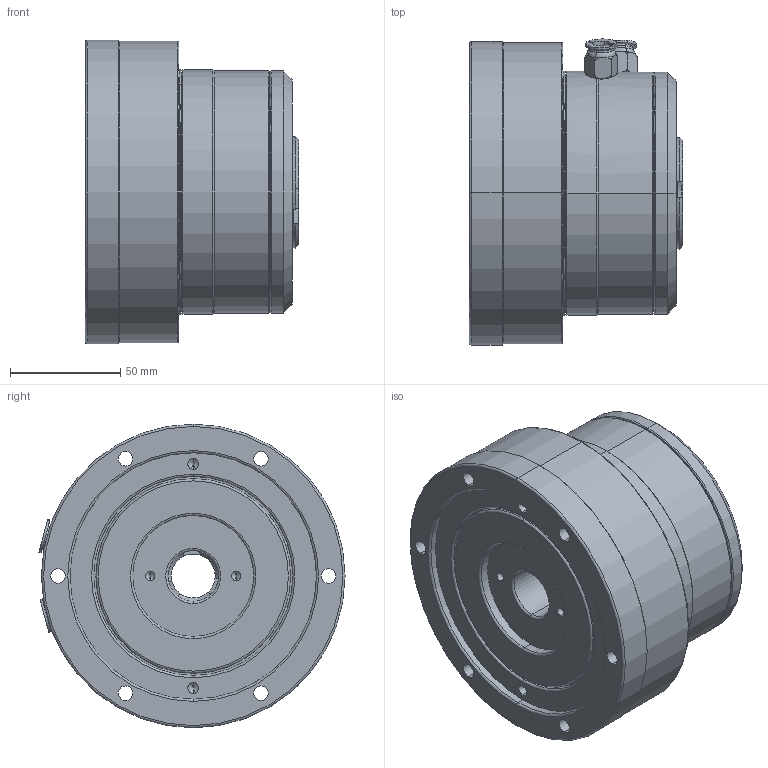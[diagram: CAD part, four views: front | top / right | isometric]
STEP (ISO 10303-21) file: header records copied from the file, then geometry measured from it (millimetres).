
FILE_DESCRIPTION (( 'STEP AP214' ), '1' );
FILE_NAME ('MC-110 +Ïð½ºÍ²¼Ð.STEP', '2023-09-01T06:24:12', ( '' ), ( '' ), 'SwSTEP 2.0', 'SolidWorks 2023', '' );
FILE_SCHEMA (( 'AUTOMOTIVE_DESIGN' ));
Length unit declared in the file: millimetre
Products named in the file (3): MC-110 +橡胶筒夹; 110 橡胶筒夹; MC-110
Assembly tree (2 placements, depth 2):
  MC-110 +橡胶筒夹
    MC-110
    110 橡胶筒夹
Bounding box: 97 x 139.11 x 138 mm (x, y, z)
Volume: 1028906.2 mm3; surface area: 104240.6 mm2
Topology: 7 solids, 7 shells, 936 faces, 2313 edges, 1474 vertices
Faces by surface type: plane 466, cylinder 225, cone 93, bspline 84, torus 68
Entity records: 46729 total; most frequent: CARTESIAN_POINT 14734, ORIENTED_EDGE 4598, DIRECTION 4238, EDGE_CURVE 2299, VERTEX_POINT 1474, AXIS2_PLACEMENT_3D 1471, LINE 1296, VECTOR 1296
